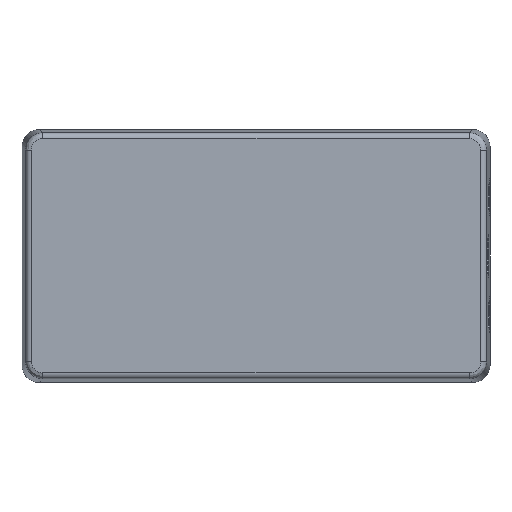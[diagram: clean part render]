
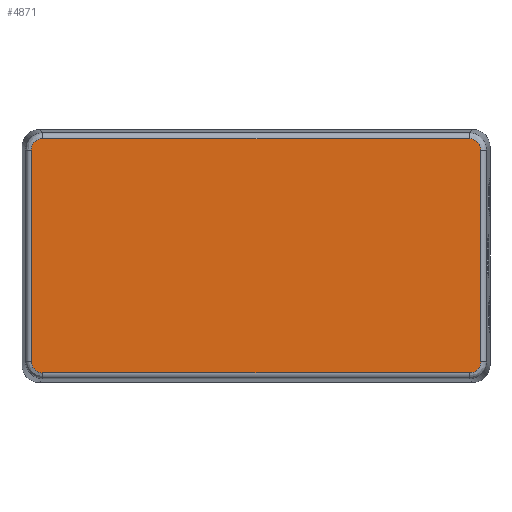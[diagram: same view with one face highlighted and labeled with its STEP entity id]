
A CAD part, top view. The second image highlights one B-rep face of the part: STEP entity #4871.
In plain terms, the highlighted face is planar.
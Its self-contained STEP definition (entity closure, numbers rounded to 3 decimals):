
#98=ELLIPSE('',#5177,3.002,3.);
#100=ELLIPSE('',#5182,3.002,3.);
#102=ELLIPSE('',#5187,3.002,3.);
#104=ELLIPSE('',#5193,3.002,3.);
#381=PLANE('',#5200);
#588=FACE_OUTER_BOUND('',#886,.T.);
#886=EDGE_LOOP('',(#3954,#3955,#3956,#3957,#3958,#3959,#3960,#3961));
#1270=LINE('',#8181,#1702);
#1274=LINE('',#8225,#1706);
#1276=LINE('',#8228,#1708);
#1278=LINE('',#8231,#1710);
#1702=VECTOR('',#5980,54.705);
#1706=VECTOR('',#5996,110.405);
#1708=VECTOR('',#6000,54.705);
#1710=VECTOR('',#6004,110.405);
#2297=VERTEX_POINT('',#8087);
#2299=VERTEX_POINT('',#8091);
#2301=VERTEX_POINT('',#8128);
#2303=VERTEX_POINT('',#8132);
#2305=VERTEX_POINT('',#8169);
#2307=VERTEX_POINT('',#8173);
#2309=VERTEX_POINT('',#8213);
#2311=VERTEX_POINT('',#8217);
#2874=EDGE_CURVE('',#2299,#2297,#98,.T.);
#2880=EDGE_CURVE('',#2303,#2301,#100,.T.);
#2886=EDGE_CURVE('',#2307,#2305,#102,.T.);
#2890=EDGE_CURVE('',#2297,#2307,#1270,.T.);
#2894=EDGE_CURVE('',#2311,#2309,#104,.T.);
#2898=EDGE_CURVE('',#2305,#2311,#1274,.T.);
#2900=EDGE_CURVE('',#2309,#2303,#1276,.T.);
#2902=EDGE_CURVE('',#2301,#2299,#1278,.T.);
#3954=ORIENTED_EDGE('',*,*,#2894,.F.);
#3955=ORIENTED_EDGE('',*,*,#2898,.F.);
#3956=ORIENTED_EDGE('',*,*,#2886,.F.);
#3957=ORIENTED_EDGE('',*,*,#2890,.F.);
#3958=ORIENTED_EDGE('',*,*,#2874,.F.);
#3959=ORIENTED_EDGE('',*,*,#2902,.F.);
#3960=ORIENTED_EDGE('',*,*,#2880,.F.);
#3961=ORIENTED_EDGE('',*,*,#2900,.F.);
#4871=ADVANCED_FACE('',(#588),#381,.F.);
#5177=AXIS2_PLACEMENT_3D('',#8093,#5947,#5948);
#5182=AXIS2_PLACEMENT_3D('',#8134,#5959,#5960);
#5187=AXIS2_PLACEMENT_3D('',#8175,#5971,#5972);
#5193=AXIS2_PLACEMENT_3D('',#8219,#5987,#5988);
#5200=AXIS2_PLACEMENT_3D('',#8234,#6009,#6010);
#5947=DIRECTION('center_axis',(0.,0.,1.));
#5948=DIRECTION('ref_axis',(-0.707,0.707,0.));
#5959=DIRECTION('center_axis',(0.,0.,1.));
#5960=DIRECTION('ref_axis',(0.707,0.707,0.));
#5971=DIRECTION('center_axis',(0.,0.,1.));
#5972=DIRECTION('ref_axis',(-0.707,-0.707,0.));
#5980=DIRECTION('',(0.,-1.,0.));
#5987=DIRECTION('center_axis',(0.,0.,1.));
#5988=DIRECTION('ref_axis',(0.707,-0.707,0.));
#5996=DIRECTION('',(1.,0.,0.));
#6000=DIRECTION('',(0.,1.,0.));
#6004=DIRECTION('',(-1.,0.,0.));
#6009=DIRECTION('center_axis',(0.,0.,1.));
#6010=DIRECTION('ref_axis',(1.,0.,0.));
#8087=CARTESIAN_POINT('',(-58.201,27.352,-35.8));
#8091=CARTESIAN_POINT('',(-55.202,30.351,-35.8));
#8093=CARTESIAN_POINT('Origin',(-55.2,27.35,-35.8));
#8128=CARTESIAN_POINT('',(55.202,30.351,-35.8));
#8132=CARTESIAN_POINT('',(58.201,27.352,-35.8));
#8134=CARTESIAN_POINT('Origin',(55.2,27.35,-35.8));
#8169=CARTESIAN_POINT('',(-55.202,-30.351,-35.8));
#8173=CARTESIAN_POINT('',(-58.201,-27.352,-35.8));
#8175=CARTESIAN_POINT('Origin',(-55.2,-27.35,-35.8));
#8181=CARTESIAN_POINT('',(-58.201,0.,-35.8));
#8213=CARTESIAN_POINT('',(58.201,-27.352,-35.8));
#8217=CARTESIAN_POINT('',(55.202,-30.351,-35.8));
#8219=CARTESIAN_POINT('Origin',(55.2,-27.35,-35.8));
#8225=CARTESIAN_POINT('',(-30.3,-30.351,-35.8));
#8228=CARTESIAN_POINT('',(58.201,-16.375,-35.8));
#8231=CARTESIAN_POINT('',(0.,30.351,-35.8));
#8234=CARTESIAN_POINT('Origin',(0.,0.,-35.8));
